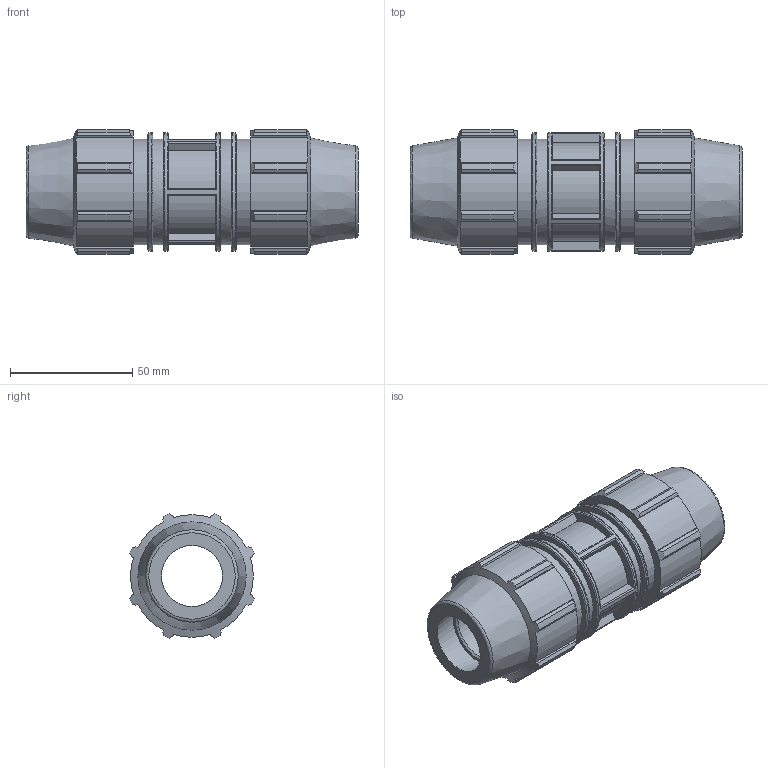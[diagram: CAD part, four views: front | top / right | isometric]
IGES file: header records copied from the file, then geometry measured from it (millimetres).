
Global section: file name: 076100025_186100025_0761060250A.ipt; native system: Autodesk Inventor 2015; preprocessor: unknown; author: KIM; date: 20170606.133419; units: millimetre
Bounding box: 136 x 50.81 x 50.81 mm (x, y, z)
Volume: 153039.8 mm3; surface area: 38336 mm2
Topology: 1 solids, 1 shells, 202 faces, 567 edges, 382 vertices
Faces by surface type: plane 100, cylinder 55, revolution 25, cone 22
Full cylindrical faces by diameter (mm): 43.2 x4, 48.6 x1
